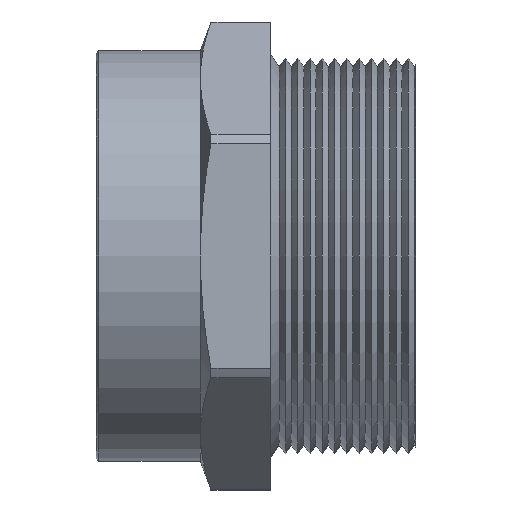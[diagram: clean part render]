
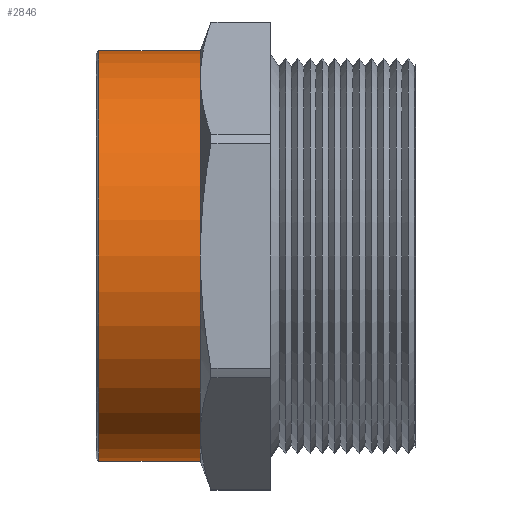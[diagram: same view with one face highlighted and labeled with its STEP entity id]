
A CAD part, left-side view. The second image highlights one B-rep face of the part: STEP entity #2846.
In plain terms, the highlighted cylindrical face has radius 21.209 mm (diameter 42.418 mm), a partial arc.
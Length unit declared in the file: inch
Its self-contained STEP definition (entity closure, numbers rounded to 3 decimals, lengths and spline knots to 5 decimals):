
#303 = CARTESIAN_POINT ( 'NONE',  ( 0., 0.876, 0.835 ) ) ;
#348 = DIRECTION ( 'NONE',  ( 0., -1., 0. ) ) ;
#349 = VECTOR ( 'NONE', #348, 39.37008 ) ;
#350 = CARTESIAN_POINT ( 'NONE',  ( 0., 0., 0.835 ) ) ;
#351 = LINE ( 'NONE', #350, #349 ) ;
#456 = DIRECTION ( 'NONE',  ( 0., -1., 0. ) ) ;
#457 = VECTOR ( 'NONE', #456, 39.37008 ) ;
#458 = CARTESIAN_POINT ( 'NONE',  ( 0., 0., -0.835 ) ) ;
#459 = LINE ( 'NONE', #458, #457 ) ;
#586 = CARTESIAN_POINT ( 'NONE',  ( 0., 0.876, -0.835 ) ) ;
#1458 = CARTESIAN_POINT ( 'NONE',  ( -0.4175, 0.876, 0.72313 ) ) ;
#1482 = CARTESIAN_POINT ( 'NONE',  ( -0.835, 0.876, 0. ) ) ;
#1610 = CARTESIAN_POINT ( 'NONE',  ( 0., 0., 0. ) ) ;
#1611 = AXIS2_PLACEMENT_3D ( 'NONE', #1610, #1669, #1668 ) ;
#1612 = CYLINDRICAL_SURFACE ( 'NONE', #1611, 0.835 ) ;
#1617 = FACE_OUTER_BOUND ( 'NONE', #2847, .T. ) ;
#1653 = DIRECTION ( 'NONE',  ( 0., 0., -1. ) ) ;
#1654 = DIRECTION ( 'NONE',  ( 0., -1., 0. ) ) ;
#1655 = CARTESIAN_POINT ( 'NONE',  ( 0., 0.876, 0. ) ) ;
#1656 = AXIS2_PLACEMENT_3D ( 'NONE', #1655, #1654, #1653 ) ;
#1657 = CIRCLE ( 'NONE', #1656, 0.835 ) ;
#1658 = DIRECTION ( 'NONE',  ( 0., 0., -1. ) ) ;
#1659 = DIRECTION ( 'NONE',  ( 0., -1., 0. ) ) ;
#1660 = CARTESIAN_POINT ( 'NONE',  ( 0., 0.876, 0. ) ) ;
#1661 = AXIS2_PLACEMENT_3D ( 'NONE', #1660, #1659, #1658 ) ;
#1662 = CIRCLE ( 'NONE', #1661, 0.835 ) ;
#1663 = DIRECTION ( 'NONE',  ( 0., 0., 1. ) ) ;
#1664 = DIRECTION ( 'NONE',  ( 0., -1., 0. ) ) ;
#1665 = CARTESIAN_POINT ( 'NONE',  ( 0., 1.29, 0. ) ) ;
#1666 = AXIS2_PLACEMENT_3D ( 'NONE', #1665, #1664, #1663 ) ;
#1667 = CIRCLE ( 'NONE', #1666, 0.835 ) ;
#1668 = DIRECTION ( 'NONE',  ( 0., 0., -1. ) ) ;
#1669 = DIRECTION ( 'NONE',  ( 0., -1., 0. ) ) ;
#1720 = DIRECTION ( 'NONE',  ( 0., 0., -1. ) ) ;
#1721 = DIRECTION ( 'NONE',  ( 0., -1., 0. ) ) ;
#1722 = CARTESIAN_POINT ( 'NONE',  ( 0., 0.876, 0. ) ) ;
#1723 = AXIS2_PLACEMENT_3D ( 'NONE', #1722, #1721, #1720 ) ;
#1724 = CIRCLE ( 'NONE', #1723, 0.835 ) ;
#1725 = DIRECTION ( 'NONE',  ( 0., 0., -1. ) ) ;
#1726 = DIRECTION ( 'NONE',  ( 0., -1., 0. ) ) ;
#1727 = CARTESIAN_POINT ( 'NONE',  ( 0., 0.876, 0. ) ) ;
#1728 = AXIS2_PLACEMENT_3D ( 'NONE', #1727, #1726, #1725 ) ;
#1729 = CIRCLE ( 'NONE', #1728, 0.835 ) ;
#1992 = VERTEX_POINT ( 'NONE', #3219 ) ;
#1997 = VERTEX_POINT ( 'NONE', #3278 ) ;
#2007 = VERTEX_POINT ( 'NONE', #3264 ) ;
#2168 = VERTEX_POINT ( 'NONE', #303 ) ;
#2174 = EDGE_CURVE ( 'NONE', #2007, #2168, #351, .T. ) ;
#2246 = EDGE_CURVE ( 'NONE', #1992, #2309, #459, .T. ) ;
#2309 = VERTEX_POINT ( 'NONE', #586 ) ;
#2758 = VERTEX_POINT ( 'NONE', #1458 ) ;
#2769 = VERTEX_POINT ( 'NONE', #1482 ) ;
#2846 = ADVANCED_FACE ( 'NONE', ( #1617 ), #1612, .T. ) ;
#2847 = EDGE_LOOP ( 'NONE', ( #2848, #2849, #2851, #2852, #2854, #2856, #2909 ) ) ;
#2848 = ORIENTED_EDGE ( 'NONE', *, *, #2174, .F. ) ;
#2849 = ORIENTED_EDGE ( 'NONE', *, *, #2850, .T. ) ;
#2850 = EDGE_CURVE ( 'NONE', #2007, #1992, #1667, .T. ) ;
#2851 = ORIENTED_EDGE ( 'NONE', *, *, #2246, .T. ) ;
#2852 = ORIENTED_EDGE ( 'NONE', *, *, #2853, .F. ) ;
#2853 = EDGE_CURVE ( 'NONE', #1997, #2309, #1662, .T. ) ;
#2854 = ORIENTED_EDGE ( 'NONE', *, *, #2855, .F. ) ;
#2855 = EDGE_CURVE ( 'NONE', #2769, #1997, #1657, .T. ) ;
#2856 = ORIENTED_EDGE ( 'NONE', *, *, #2908, .F. ) ;
#2908 = EDGE_CURVE ( 'NONE', #2758, #2769, #1729, .T. ) ;
#2909 = ORIENTED_EDGE ( 'NONE', *, *, #2910, .F. ) ;
#2910 = EDGE_CURVE ( 'NONE', #2168, #2758, #1724, .T. ) ;
#3219 = CARTESIAN_POINT ( 'NONE',  ( 0., 1.29, -0.835 ) ) ;
#3264 = CARTESIAN_POINT ( 'NONE',  ( 0., 1.29, 0.835 ) ) ;
#3278 = CARTESIAN_POINT ( 'NONE',  ( -0.4175, 0.876, -0.72313 ) ) ;
